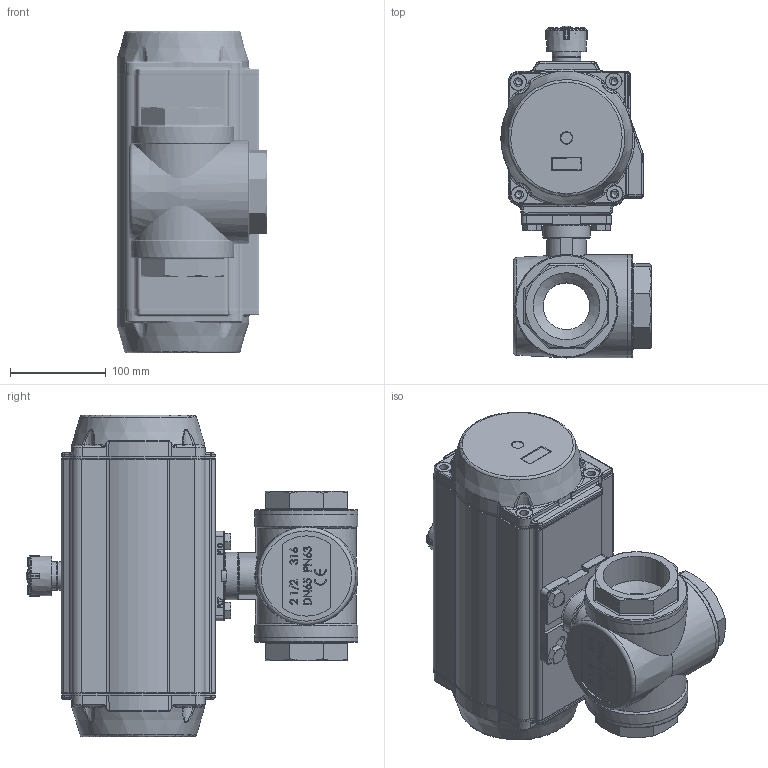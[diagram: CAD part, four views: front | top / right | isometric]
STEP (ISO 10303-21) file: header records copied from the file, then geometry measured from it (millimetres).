
FILE_DESCRIPTION(/* description */ ('Unknown'),/* implementation_level */ '2;1');
FILE_NAME(/* name */ 'PE07 9338_9339-10',/* time_stamp */ '2025-03-26T09:04:48+01:00',/* author */ ('Unknown'),/* organization */ ('Unknown'),/* preprocessor_version */ 'ST-DEVELOPER v19.4',/* originating_system */ 'Solid Edge',/* authorisation */ 'Unknown');
FILE_SCHEMA (('AUTOMOTIVE_DESIGN {1 0 10303 214 3 1 1}'));
Length unit declared in the file: millimetre
Products named in the file (20): PE07 9338_9339-10; 9339-10; FG-DN65; G(J)-DN65; M-DN65; FGM-DN65; FS-DN65; PD-DN65; T(J)-DN65; PD08_PE07; VTE125埴詰; vt125-2016-06-25; vt125-2016-06-25   酘傷裔_MIR; VT125-03-01   活塞; VT125-3 粣; Optische Anzeige; ______; ________(___________; cup head nib bolts with large head gb_GB_FASTENER_BOLT_CHNBW M6X25-N; DIN 933 M10x22 A2-70 BLK_EDST
Assembly tree (30 placements, depth 4):
  PE07 9338_9339-10
    9339-10
      FG-DN65
      G(J)-DN65  x3
      M-DN65  x3
      FGM-DN65
      FS-DN65
      PD-DN65
      T(J)-DN65
    PD08_PE07
      VTE125埴詰
      vt125-2016-06-25
      vt125-2016-06-25   酘傷裔_MIR
      VT125-03-01   活塞  x2
      VT125-3 粣
      Optische Anzeige
        ______
        ________(___________  x4
        cup head nib bolts with large head gb_GB_FASTENER_BOLT_CHNBW M6X25-N
    DIN 933 M10x22 A2-70 BLK_EDST  x4
Bounding box: 157.4 x 347.5 x 337 mm (x, y, z)
Volume: 4280102.4 mm3; surface area: 934832.1 mm2
Topology: 27 solids, 27 shells, 3795 faces, 9450 edges, 5828 vertices
Faces by surface type: plane 1153, cylinder 958, bspline 821, torus 521, cone 289, sphere 53
Full cylindrical faces by diameter (mm): 3 x16, 3.3 x8, 4.134 x8, 4.66 x1, 4.917 x1, 6 x1, 6.2 x1, 6.647 x12, 7 x1, 8.376 x4, 10 x4, 10.106 x2, 11.445 x2, 13 x2, 17 x12, 17.5 x2, 18.3 x1, 20.5 x1, 22 x2, 22.1 x1, 22.5 x1, 25 x1, 26 x2, 26.4 x1, 28 x2, 28.2 x1, 29 x1, 30 x5, 38.5 x1, 40 x4
Entity records: 124109 total; most frequent: CARTESIAN_POINT 61396, ORIENTED_EDGE 13738, DIRECTION 11100, EDGE_CURVE 6869, VERTEX_POINT 4450, AXIS2_PLACEMENT_3D 4205, FACE_BOUND 3405, EDGE_LOOP 3383
